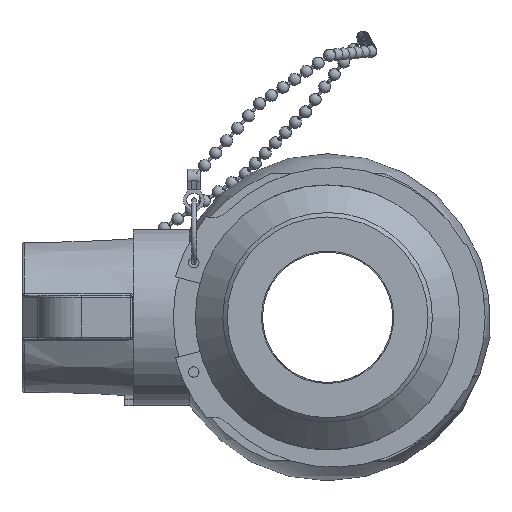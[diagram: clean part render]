
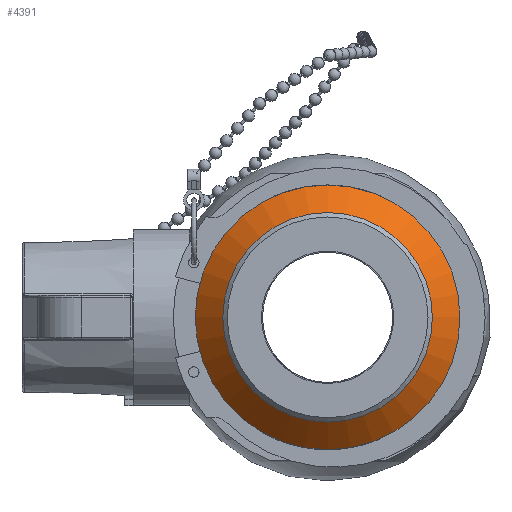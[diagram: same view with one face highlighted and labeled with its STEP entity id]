
A CAD part, left-side view. The second image highlights one B-rep face of the part: STEP entity #4391.
In plain terms, the highlighted conical face has half-angle 45 degrees and reference radius 34.131 mm.
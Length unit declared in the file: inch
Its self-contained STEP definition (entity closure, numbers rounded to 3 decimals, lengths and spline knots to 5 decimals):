
#169=CONICAL_SURFACE('',#5070,1.34375,0.785);
#650=FACE_OUTER_BOUND('',#928,.T.);
#928=EDGE_LOOP('',(#3770,#3771,#3772,#3773));
#1212=CIRCLE('',#5069,1.1875);
#1213=CIRCLE('',#5071,1.5);
#1465=LINE('',#8631,#1707);
#1707=VECTOR('',#6154,1.34375);
#2159=VERTEX_POINT('',#8625);
#2160=VERTEX_POINT('',#8629);
#2715=EDGE_CURVE('',#2159,#2159,#1212,.T.);
#2717=EDGE_CURVE('',#2160,#2160,#1213,.T.);
#2718=EDGE_CURVE('',#2160,#2159,#1465,.T.);
#3770=ORIENTED_EDGE('',*,*,#2717,.F.);
#3771=ORIENTED_EDGE('',*,*,#2718,.T.);
#3772=ORIENTED_EDGE('',*,*,#2715,.T.);
#3773=ORIENTED_EDGE('',*,*,#2718,.F.);
#4391=ADVANCED_FACE('',(#650),#169,.T.);
#5069=AXIS2_PLACEMENT_3D('',#8626,#6147,#6148);
#5070=AXIS2_PLACEMENT_3D('',#8628,#6150,#6151);
#5071=AXIS2_PLACEMENT_3D('',#8630,#6152,#6153);
#6147=DIRECTION('center_axis',(1.,0.,0.));
#6148=DIRECTION('ref_axis',(0.,1.,0.));
#6150=DIRECTION('center_axis',(1.,0.,0.));
#6151=DIRECTION('ref_axis',(0.,1.,0.));
#6152=DIRECTION('center_axis',(1.,0.,0.));
#6153=DIRECTION('ref_axis',(0.,1.,0.));
#6154=DIRECTION('',(-0.707,0.707,0.));
#8625=CARTESIAN_POINT('',(0.8,-1.1875,0.));
#8626=CARTESIAN_POINT('Origin',(0.8,0.,0.));
#8628=CARTESIAN_POINT('Origin',(0.95625,0.,0.));
#8629=CARTESIAN_POINT('',(1.1125,-1.5,0.));
#8630=CARTESIAN_POINT('Origin',(1.1125,0.,0.));
#8631=CARTESIAN_POINT('',(0.95625,-1.34375,0.));
